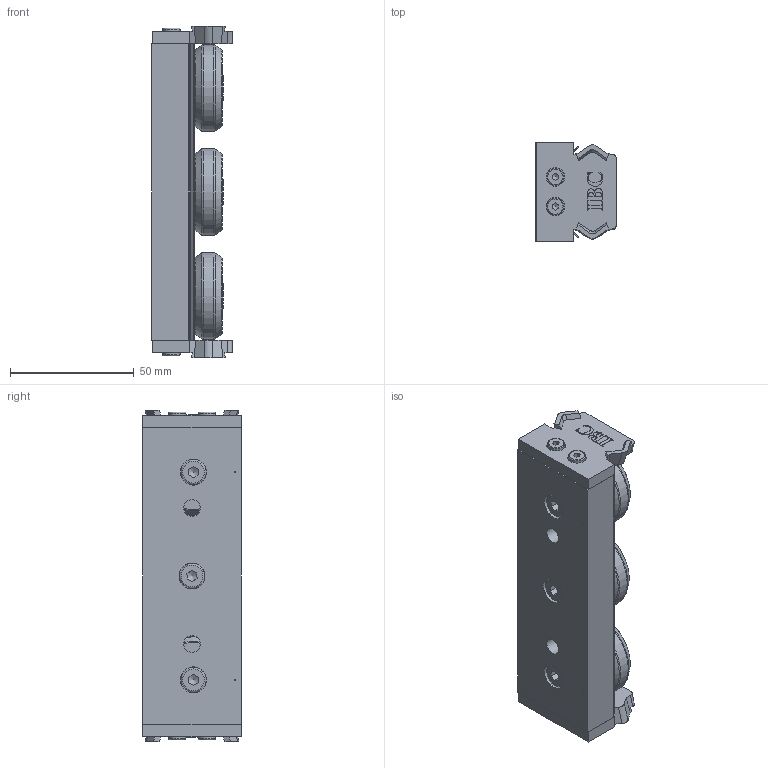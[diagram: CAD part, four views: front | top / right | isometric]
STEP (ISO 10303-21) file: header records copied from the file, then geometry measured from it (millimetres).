
FILE_DESCRIPTION((''),'2;1');
FILE_NAME('CL 43-21.2RS.AXS.stp','2011-03-07T16:30:18',('MKoza'),(''),'Autodesk Inventor 2009','Autodesk Inventor 2009','');
FILE_SCHEMA(('AUTOMOTIVE_DESIGN { 1 0 10303 214 1 1 1 1 }'));
Length unit declared in the file: millimetre
Products named in the file (7): CL 43-.2RS.AXS; LL.CL 43; ABS X43; DIN 7984 M4 x 6; CBRS(E) 35-43.2RS; DIN 7984 M6 x 10; Abstreiferlippe
Assembly tree (15 placements, depth 2):
  CL 43-.2RS.AXS
    LL.CL 43
    ABS X43  x2
    DIN 7984 M4 x 6  x4
    CBRS(E) 35-43.2RS  x3
    DIN 7984 M6 x 10  x3
    Abstreiferlippe  x2
Bounding box: 32.7 x 40 x 134 mm (x, y, z)
Volume: 112428.3 mm3; surface area: 42076.8 mm2
Topology: 15 solids, 15 shells, 450 faces, 1110 edges, 726 vertices
Faces by surface type: plane 232, bspline 133, cylinder 43, cone 23, torus 19
Full cylindrical faces by diameter (mm): 4 x4, 6 x3, 7 x4, 10 x6, 12 x3, 35 x3
Entity records: 7022 total; most frequent: CARTESIAN_POINT 2310, ORIENTED_EDGE 928, DIRECTION 778, EDGE_CURVE 464, VERTEX_POINT 334, EDGE_LOOP 296, VECTOR 282, LINE 282
